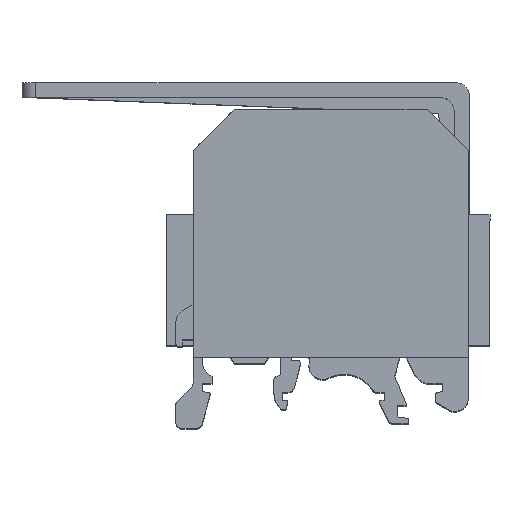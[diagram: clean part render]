
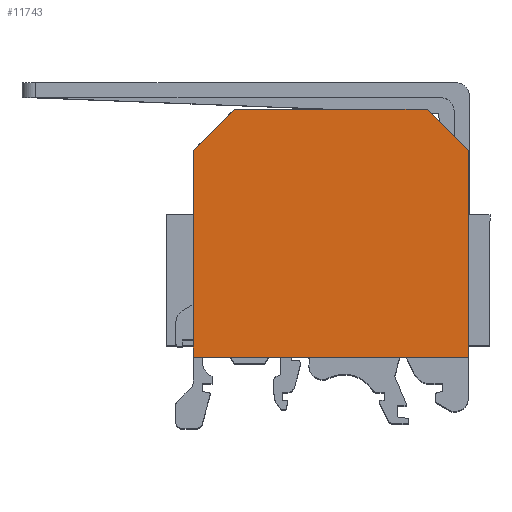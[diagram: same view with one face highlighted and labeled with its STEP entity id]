
A CAD part, top view. The second image highlights one B-rep face of the part: STEP entity #11743.
In plain terms, the highlighted planar face has unit normal (0, 0, 1).
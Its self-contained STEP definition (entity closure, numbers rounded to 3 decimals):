
#1736=ORIENTED_EDGE('',*,*,#3911,.T.);
#1737=ORIENTED_EDGE('',*,*,#3912,.T.);
#1738=ORIENTED_EDGE('',*,*,#3913,.T.);
#1739=ORIENTED_EDGE('',*,*,#3914,.T.);
#1740=ORIENTED_EDGE('',*,*,#3915,.T.);
#1741=ORIENTED_EDGE('',*,*,#3916,.T.);
#3911=EDGE_CURVE('',#5096,#5097,#6152,.T.);
#3912=EDGE_CURVE('',#5097,#5098,#6153,.T.);
#3913=EDGE_CURVE('',#5098,#5099,#6154,.T.);
#3914=EDGE_CURVE('',#5099,#5100,#6155,.T.);
#3915=EDGE_CURVE('',#5100,#5101,#6156,.T.);
#3916=EDGE_CURVE('',#5101,#5096,#6157,.T.);
#5096=VERTEX_POINT('',#16826);
#5097=VERTEX_POINT('',#16827);
#5098=VERTEX_POINT('',#16829);
#5099=VERTEX_POINT('',#16831);
#5100=VERTEX_POINT('',#16833);
#5101=VERTEX_POINT('',#16835);
#6152=LINE('',#16825,#7302);
#6153=LINE('',#16828,#7303);
#6154=LINE('',#16830,#7304);
#6155=LINE('',#16832,#7305);
#6156=LINE('',#16834,#7306);
#6157=LINE('',#16836,#7307);
#7302=VECTOR('',#14045,1000.);
#7303=VECTOR('',#14046,1000.);
#7304=VECTOR('',#14047,1000.);
#7305=VECTOR('',#14048,1000.);
#7306=VECTOR('',#14049,1000.);
#7307=VECTOR('',#14050,1000.);
#8122=EDGE_LOOP('',(#1736,#1737,#1738,#1739,#1740,#1741));
#8696=FACE_BOUND('',#8122,.T.);
#9197=PLANE('',#12378);
#11743=ADVANCED_FACE('',(#8696),#9197,.F.);
#12378=AXIS2_PLACEMENT_3D('',#16824,#14043,#14044);
#14043=DIRECTION('',(0.,0.,-1.));
#14044=DIRECTION('',(-1.,0.,0.));
#14045=DIRECTION('',(-0.707,-0.707,0.));
#14046=DIRECTION('',(0.,-1.,0.));
#14047=DIRECTION('',(1.,0.,0.));
#14048=DIRECTION('',(0.,1.,0.));
#14049=DIRECTION('',(-0.707,0.707,0.));
#14050=DIRECTION('',(-1.,0.,0.));
#16824=CARTESIAN_POINT('',(0.,20.,-23.76));
#16825=CARTESIAN_POINT('',(-20.,0.,-23.76));
#16826=CARTESIAN_POINT('',(-14.,6.,-23.76));
#16827=CARTESIAN_POINT('',(-20.,0.,-23.76));
#16828=CARTESIAN_POINT('',(-20.,0.,-23.76));
#16829=CARTESIAN_POINT('',(-20.,-30.,-23.76));
#16830=CARTESIAN_POINT('',(-20.,-30.,-23.76));
#16831=CARTESIAN_POINT('',(20.,-30.,-23.76));
#16832=CARTESIAN_POINT('',(20.,-30.,-23.76));
#16833=CARTESIAN_POINT('',(20.,0.,-23.76));
#16834=CARTESIAN_POINT('',(14.,6.,-23.76));
#16835=CARTESIAN_POINT('',(14.,6.,-23.76));
#16836=CARTESIAN_POINT('',(14.,6.,-23.76));
